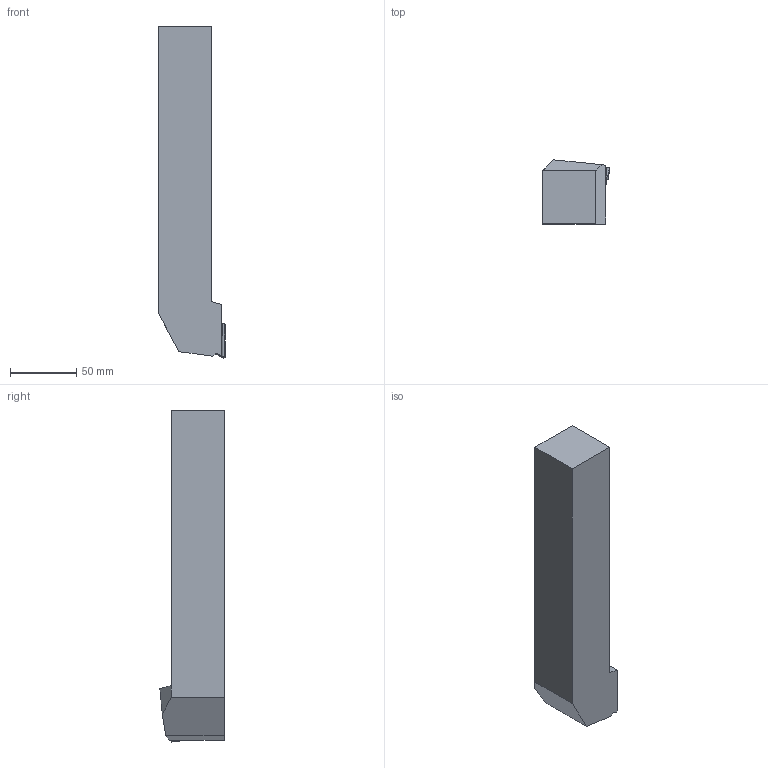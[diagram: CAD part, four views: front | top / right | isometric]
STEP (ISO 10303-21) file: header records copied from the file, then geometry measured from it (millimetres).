
FILE_DESCRIPTION(/* description */ (''),/* implementation_level */ '2;1');
FILE_NAME(/* name */ 'PTGNL4040S27_SIM.stp',/* time_stamp */ '2023-02-28T11:12:33+01:00',/* author */ (''),/* organization */ (''),/* preprocessor_version */ 'ST-DEVELOPER v16.7',/* originating_system */ 'SIEMENS PLM Software NX 12.0',/* authorisation */ '');
FILE_SCHEMA (('AUTOMOTIVE_DESIGN { 1 0 10303 214 3 1 1 1 }'));
Length unit declared in the file: millimetre
Products named in the file (1): kl6239280A36s9ms
Bounding box: 50.25 x 48.5 x 250.49 mm (x, y, z)
Volume: 405461.1 mm3; surface area: 44919.6 mm2
Topology: 2 solids, 2 shells, 35 faces, 91 edges, 60 vertices
Faces by surface type: plane 27, cylinder 7, cone 1
Full cylindrical faces by diameter (mm): 7 x1
Entity records: 1091 total; most frequent: CARTESIAN_POINT 183, DIRECTION 179, ORIENTED_EDGE 176, EDGE_CURVE 88, LINE 69, VECTOR 69, VERTEX_POINT 59, AXIS2_PLACEMENT_3D 55
